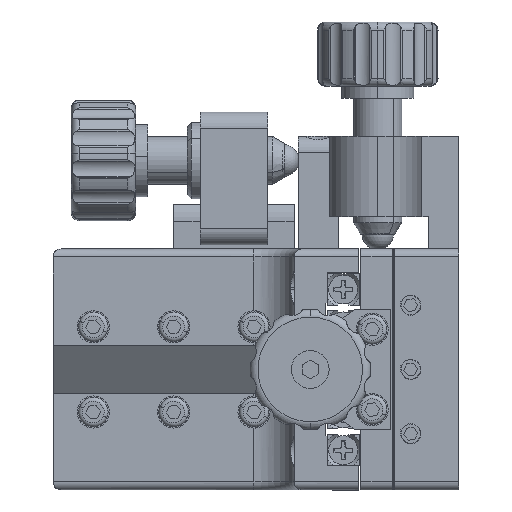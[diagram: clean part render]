
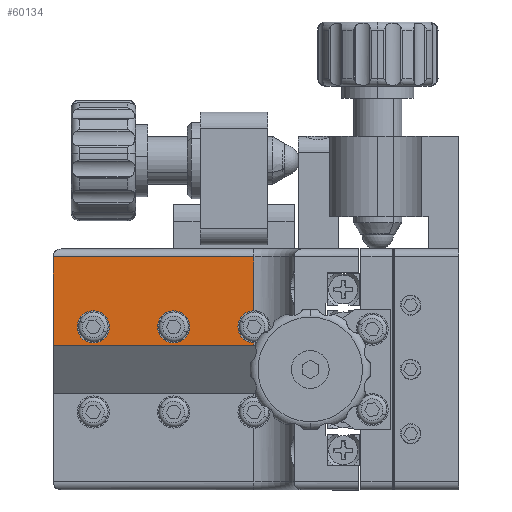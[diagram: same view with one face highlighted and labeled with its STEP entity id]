
A CAD part, left-side view. The second image highlights one B-rep face of the part: STEP entity #60134.
In plain terms, the highlighted planar face has unit normal (-1, 0, 0).
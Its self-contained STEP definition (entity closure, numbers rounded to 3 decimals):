
#1459 = VERTEX_POINT ( 'NONE', #60511 ) ;
#3825 = VERTEX_POINT ( 'NONE', #69331 ) ;
#4663 = ORIENTED_EDGE ( 'NONE', *, *, #56668, .F. ) ;
#4924 = ORIENTED_EDGE ( 'NONE', *, *, #44035, .F. ) ;
#5003 = AXIS2_PLACEMENT_3D ( 'NONE', #5387, #51427, #51919 ) ;
#5387 = CARTESIAN_POINT ( 'NONE',  ( 15., 37.5, 5.3 ) ) ;
#5417 = AXIS2_PLACEMENT_3D ( 'NONE', #73858, #39404, #33121 ) ;
#5676 = ORIENTED_EDGE ( 'NONE', *, *, #17123, .F. ) ;
#6902 = CARTESIAN_POINT ( 'NONE',  ( 15., 17.5, 3.3 ) ) ;
#6922 = EDGE_CURVE ( 'NONE', #3825, #17890, #20925, .T. ) ;
#6930 = VERTEX_POINT ( 'NONE', #21514 ) ;
#10342 = DIRECTION ( 'NONE',  ( -1., 0., 0. ) ) ;
#11417 = DIRECTION ( 'NONE',  ( -1., 0., 0. ) ) ;
#11605 = LINE ( 'NONE', #21778, #44856 ) ;
#11814 = LINE ( 'NONE', #68710, #69389 ) ;
#12119 = EDGE_LOOP ( 'NONE', ( #5676, #57423 ) ) ;
#12559 = ORIENTED_EDGE ( 'NONE', *, *, #14825, .T. ) ;
#13495 = EDGE_CURVE ( 'NONE', #32093, #48043, #65967, .T. ) ;
#13869 = EDGE_CURVE ( 'NONE', #53991, #43224, #65035, .T. ) ;
#14825 = EDGE_CURVE ( 'NONE', #6930, #53991, #11814, .T. ) ;
#14872 = CIRCLE ( 'NONE', #33925, 2. ) ;
#15558 = CARTESIAN_POINT ( 'NONE',  ( 15., 37.5, 7.3 ) ) ;
#17076 = DIRECTION ( 'NONE',  ( 0., 0., 1. ) ) ;
#17123 = EDGE_CURVE ( 'NONE', #48043, #32093, #26773, .T. ) ;
#17890 = VERTEX_POINT ( 'NONE', #74502 ) ;
#18837 = CARTESIAN_POINT ( 'NONE',  ( 15., 17.5, 5.3 ) ) ;
#19362 = AXIS2_PLACEMENT_3D ( 'NONE', #62686, #28191, #28939 ) ;
#19610 = CARTESIAN_POINT ( 'NONE',  ( 15., 42.5, 3. ) ) ;
#20925 = CIRCLE ( 'NONE', #5417, 2. ) ;
#21361 = CARTESIAN_POINT ( 'NONE',  ( 15., 42.5, 15. ) ) ;
#21514 = CARTESIAN_POINT ( 'NONE',  ( 15., 17.5, 7.3 ) ) ;
#21778 = CARTESIAN_POINT ( 'NONE',  ( 15., 17.5, 3. ) ) ;
#22421 = EDGE_CURVE ( 'NONE', #43224, #42946, #74256, .T. ) ;
#22616 = ORIENTED_EDGE ( 'NONE', *, *, #57760, .F. ) ;
#25134 = VERTEX_POINT ( 'NONE', #6902 ) ;
#26773 = CIRCLE ( 'NONE', #74164, 2. ) ;
#27894 = CARTESIAN_POINT ( 'NONE',  ( 15., 27.5, 5.3 ) ) ;
#27907 = EDGE_LOOP ( 'NONE', ( #72248, #22616, #12559, #52016, #68364, #4663 ) ) ;
#28191 = DIRECTION ( 'NONE',  ( 1., 0., 0. ) ) ;
#28479 = CARTESIAN_POINT ( 'NONE',  ( 15., 37.5, 5.3 ) ) ;
#28939 = DIRECTION ( 'NONE',  ( 0., -1., 0. ) ) ;
#29027 = CARTESIAN_POINT ( 'NONE',  ( 15., 42.5, 14. ) ) ;
#32093 = VERTEX_POINT ( 'NONE', #38731 ) ;
#33121 = DIRECTION ( 'NONE',  ( 0., 0., 1. ) ) ;
#33925 = AXIS2_PLACEMENT_3D ( 'NONE', #27894, #10342, #17076 ) ;
#36212 = DIRECTION ( 'NONE',  ( -1., 0., 0. ) ) ;
#36471 = DIRECTION ( 'NONE',  ( 0., 0., 1. ) ) ;
#38493 = DIRECTION ( 'NONE',  ( 0., 0., -1. ) ) ;
#38731 = CARTESIAN_POINT ( 'NONE',  ( 15., 37.5, 3.3 ) ) ;
#38735 = FACE_BOUND ( 'NONE', #12119, .T. ) ;
#39404 = DIRECTION ( 'NONE',  ( -1., 0., 0. ) ) ;
#40284 = PLANE ( 'NONE',  #19362 ) ;
#40768 = CARTESIAN_POINT ( 'NONE',  ( 15., 17.5, 14. ) ) ;
#42946 = VERTEX_POINT ( 'NONE', #19610 ) ;
#43224 = VERTEX_POINT ( 'NONE', #29027 ) ;
#44035 = EDGE_CURVE ( 'NONE', #17890, #3825, #14872, .T. ) ;
#44365 = LINE ( 'NONE', #51773, #48000 ) ;
#44457 = EDGE_LOOP ( 'NONE', ( #64901, #4924 ) ) ;
#44856 = VECTOR ( 'NONE', #73622, 1000. ) ;
#48000 = VECTOR ( 'NONE', #52499, 1000. ) ;
#48043 = VERTEX_POINT ( 'NONE', #15558 ) ;
#50005 = DIRECTION ( 'NONE',  ( 0., 1., 0. ) ) ;
#50007 = EDGE_CURVE ( 'NONE', #1459, #25134, #11605, .T. ) ;
#51427 = DIRECTION ( 'NONE',  ( -1., 0., 0. ) ) ;
#51773 = CARTESIAN_POINT ( 'NONE',  ( 15., 17.5, 3. ) ) ;
#51919 = DIRECTION ( 'NONE',  ( 0., 0., 1. ) ) ;
#52016 = ORIENTED_EDGE ( 'NONE', *, *, #13869, .T. ) ;
#52499 = DIRECTION ( 'NONE',  ( 0., 1., 0. ) ) ;
#53991 = VERTEX_POINT ( 'NONE', #40768 ) ;
#56662 = FACE_BOUND ( 'NONE', #44457, .T. ) ;
#56668 = EDGE_CURVE ( 'NONE', #1459, #42946, #44365, .T. ) ;
#57423 = ORIENTED_EDGE ( 'NONE', *, *, #13495, .F. ) ;
#57760 = EDGE_CURVE ( 'NONE', #6930, #25134, #60150, .T. ) ;
#58881 = AXIS2_PLACEMENT_3D ( 'NONE', #18837, #36212, #36471 ) ;
#60134 = ADVANCED_FACE ( 'NONE', ( #38735, #56662, #65680 ), #40284, .F. ) ;
#60150 = CIRCLE ( 'NONE', #58881, 2. ) ;
#60511 = CARTESIAN_POINT ( 'NONE',  ( 15., 17.5, 3. ) ) ;
#62686 = CARTESIAN_POINT ( 'NONE',  ( 15., 17.5, 3. ) ) ;
#63945 = DIRECTION ( 'NONE',  ( 0., 0., 1. ) ) ;
#64901 = ORIENTED_EDGE ( 'NONE', *, *, #6922, .F. ) ;
#65035 = LINE ( 'NONE', #67568, #66844 ) ;
#65680 = FACE_OUTER_BOUND ( 'NONE', #27907, .T. ) ;
#65967 = CIRCLE ( 'NONE', #5003, 2. ) ;
#66132 = VECTOR ( 'NONE', #38493, 1000. ) ;
#66844 = VECTOR ( 'NONE', #50005, 1000. ) ;
#67568 = CARTESIAN_POINT ( 'NONE',  ( 15., 42.5, 14. ) ) ;
#68364 = ORIENTED_EDGE ( 'NONE', *, *, #22421, .T. ) ;
#68710 = CARTESIAN_POINT ( 'NONE',  ( 15., 17.5, 3. ) ) ;
#68721 = DIRECTION ( 'NONE',  ( 0., 0., 1. ) ) ;
#69331 = CARTESIAN_POINT ( 'NONE',  ( 15., 27.5, 7.3 ) ) ;
#69389 = VECTOR ( 'NONE', #63945, 1000. ) ;
#72248 = ORIENTED_EDGE ( 'NONE', *, *, #50007, .T. ) ;
#73622 = DIRECTION ( 'NONE',  ( 0., 0., 1. ) ) ;
#73858 = CARTESIAN_POINT ( 'NONE',  ( 15., 27.5, 5.3 ) ) ;
#74164 = AXIS2_PLACEMENT_3D ( 'NONE', #28479, #11417, #68721 ) ;
#74256 = LINE ( 'NONE', #21361, #66132 ) ;
#74502 = CARTESIAN_POINT ( 'NONE',  ( 15., 27.5, 3.3 ) ) ;
